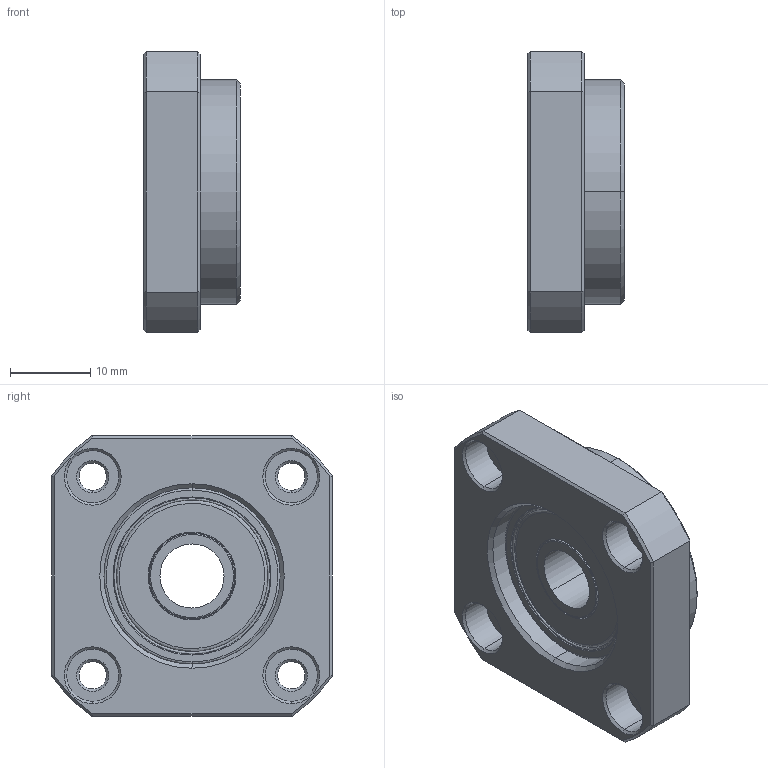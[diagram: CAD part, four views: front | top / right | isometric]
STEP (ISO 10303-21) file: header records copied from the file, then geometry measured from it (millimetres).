
FILE_DESCRIPTION (( 'STEP AP214' ), '1' );
FILE_NAME ('FFN10.step', '2020-09-08T14:35:12', ( '' ), ( '' ), 'SwSTEP 2.0', 'SolidWorks 2020', '' );
FILE_SCHEMA (( 'AUTOMOTIVE_DESIGN' ));
Length unit declared in the file: millimetre
Products named in the file (1): FFN10
Bounding box: 12 x 35 x 35 mm (x, y, z)
Volume: 7422.5 mm3; surface area: 6651.9 mm2
Topology: 5 solids, 5 shells, 181 faces, 388 edges, 226 vertices
Faces by surface type: bspline 56, cylinder 52, cone 42, plane 31
Entity records: 9001 total; most frequent: CARTESIAN_POINT 3392, ORIENTED_EDGE 776, DIRECTION 706, EDGE_CURVE 388, AXIS2_PLACEMENT_3D 300, VERTEX_POINT 226, EDGE_LOOP 208, UNCERTAINTY_MEASURE_WITH_UNIT 188
